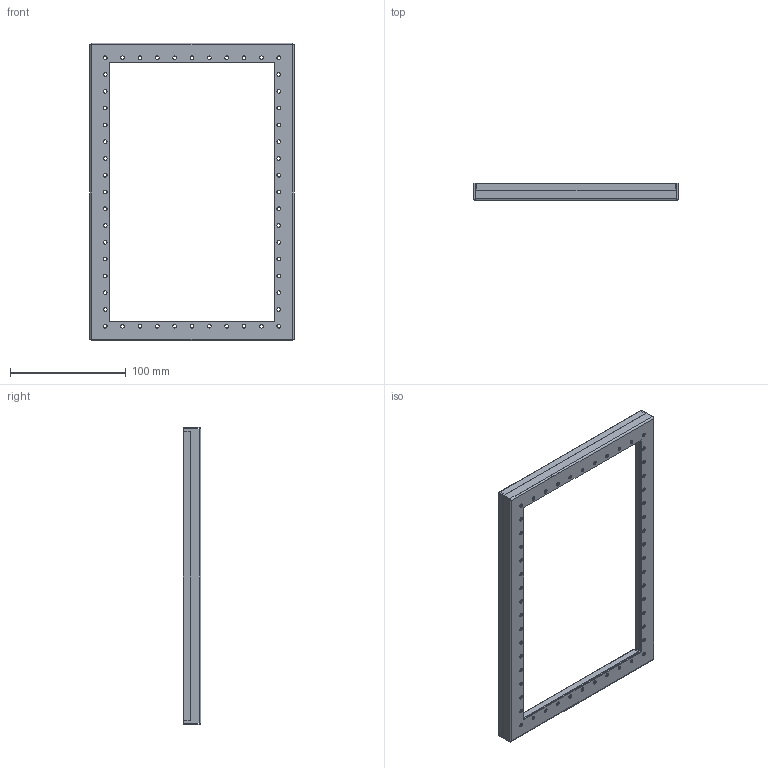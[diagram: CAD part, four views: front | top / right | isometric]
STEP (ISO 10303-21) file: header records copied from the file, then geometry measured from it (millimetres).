
FILE_DESCRIPTION (( 'STEP AP214' ), '1' );
FILE_NAME ('41766~0.STEP', '2020-05-19T09:19:48', ( '' ), ( '' ), 'SwSTEP 2.0', 'SolidWorks 2018', '' );
FILE_SCHEMA (( 'AUTOMOTIVE_DESIGN' ));
Length unit declared in the file: millimetre
Products named in the file (12): 41240-1~0_S; 33389~0_S; 41757~0_S; 41240-2~0_S; 41758~0_S; 41766~0; 41240~0_S; 41759~0_S; 41762~0_S
Assembly tree (15 placements, depth 3):
  41766~0
    41757~0_S  x2
      33389~0_S
    41758~0_S  x2
      33389~0_S
    41759~0_S  x2
      33389~0_S
    41762~0_S  x2
      33389~0_S
    41240~0_S
      41240-1~0_S
      41240-2~0_S
Bounding box: 176.5 x 15.1 x 257.5 mm (x, y, z)
Volume: 44244.5 mm3; surface area: 157723.6 mm2
Topology: 10 solids, 10 shells, 6204 faces, 18496 edges, 12312 vertices
Faces by surface type: plane 3820, cylinder 2384
Entity records: 110540 total; most frequent: CARTESIAN_POINT 19363, DIRECTION 19342, ORIENTED_EDGE 19328, EDGE_CURVE 9664, VECTOR 6536, LINE 6536, VERTEX_POINT 6424, AXIS2_PLACEMENT_3D 6403
